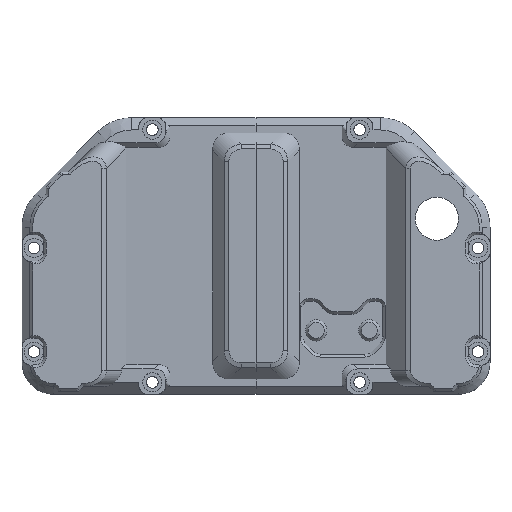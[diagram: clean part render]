
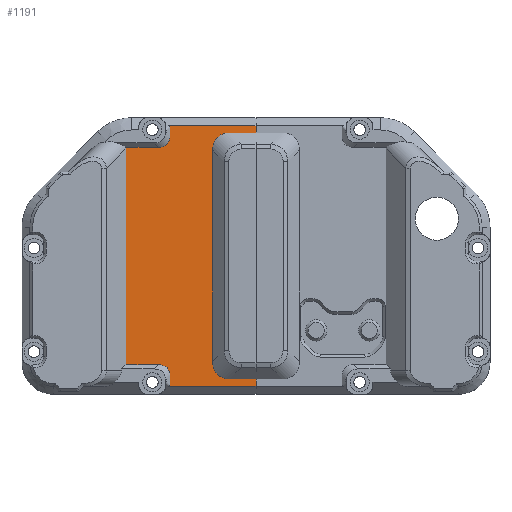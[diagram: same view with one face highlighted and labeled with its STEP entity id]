
A CAD part, top view. The second image highlights one B-rep face of the part: STEP entity #1191.
In plain terms, the highlighted planar face has unit normal (0, 0, 1).
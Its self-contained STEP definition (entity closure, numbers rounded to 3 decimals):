
#74=CARTESIAN_POINT('',(-49.,-41.9,32.));
#75=VERTEX_POINT('',#74);
#82=CARTESIAN_POINT('',(-49.,39.272,32.));
#83=VERTEX_POINT('',#82);
#84=CARTESIAN_POINT('',(-49.,39.272,32.));
#85=DIRECTION('',(0.,-1.,0.));
#86=VECTOR('',#85,81.172);
#87=LINE('',#84,#86);
#88=EDGE_CURVE('',#83,#75,#87,.T.);
#120=CARTESIAN_POINT('',(-32.966,-50.,32.));
#121=VERTEX_POINT('',#120);
#122=CARTESIAN_POINT('',(0.,-50.,32.));
#123=VERTEX_POINT('',#122);
#124=CARTESIAN_POINT('',(-32.966,-50.,32.));
#125=DIRECTION('',(1.,0.,-0.));
#126=VECTOR('',#125,32.966);
#127=LINE('',#124,#126);
#128=EDGE_CURVE('',#121,#123,#127,.T.);
#194=CARTESIAN_POINT('',(-49.033,39.9,32.));
#195=VERTEX_POINT('',#194);
#196=CARTESIAN_POINT('',(-57.485,35.029,32.));
#197=DIRECTION('',(-0.,0.,-1.));
#198=DIRECTION('',(0.707,0.707,0.));
#199=AXIS2_PLACEMENT_3D('',#196,#197,#198);
#200=ELLIPSE('',#199,10.392,6.);
#201=EDGE_CURVE('',#195,#83,#200,.T.);
#288=CARTESIAN_POINT('',(-32.966,48.,32.));
#289=VERTEX_POINT('',#288);
#296=CARTESIAN_POINT('',(0.,48.,32.));
#297=VERTEX_POINT('',#296);
#298=CARTESIAN_POINT('',(0.,48.,32.));
#299=DIRECTION('',(-1.,0.,0.));
#300=VECTOR('',#299,32.966);
#301=LINE('',#298,#300);
#302=EDGE_CURVE('',#297,#289,#301,.T.);
#1060=CARTESIAN_POINT('',(0.,1.,32.));
#1061=DIRECTION('',(0.,0.,1.));
#1062=DIRECTION('',(-1.,0.,0.));
#1063=AXIS2_PLACEMENT_3D('',#1060,#1061,#1062);
#1064=PLANE('',#1063);
#1065=CARTESIAN_POINT('',(-36.643,-41.9,32.));
#1066=VERTEX_POINT('',#1065);
#1067=CARTESIAN_POINT('',(-49.,-41.9,32.));
#1068=DIRECTION('',(1.,0.,-0.));
#1069=VECTOR('',#1068,12.357);
#1070=LINE('',#1067,#1069);
#1071=EDGE_CURVE('',#75,#1066,#1070,.T.);
#1072=ORIENTED_EDGE('',*,*,#1071,.T.);
#1073=CARTESIAN_POINT('',(-32.4,-46.143,32.));
#1074=VERTEX_POINT('',#1073);
#1075=CARTESIAN_POINT('',(-40.885,-50.385,32.));
#1076=DIRECTION('',(-0.,0.,-1.));
#1077=DIRECTION('',(0.707,0.707,0.));
#1078=AXIS2_PLACEMENT_3D('',#1075,#1076,#1077);
#1079=ELLIPSE('',#1078,10.392,6.);
#1080=EDGE_CURVE('',#1066,#1074,#1079,.T.);
#1081=ORIENTED_EDGE('',*,*,#1080,.T.);
#1082=CARTESIAN_POINT('',(-32.4,-49.434,32.));
#1083=VERTEX_POINT('',#1082);
#1084=CARTESIAN_POINT('',(-32.4,-46.143,32.));
#1085=DIRECTION('',(0.,-1.,0.));
#1086=VECTOR('',#1085,3.292);
#1087=LINE('',#1084,#1086);
#1088=EDGE_CURVE('',#1074,#1083,#1087,.T.);
#1089=ORIENTED_EDGE('',*,*,#1088,.T.);
#1090=CARTESIAN_POINT('',(-33.531,-48.869,32.));
#1091=DIRECTION('',(-0.,-0.,-1.));
#1092=DIRECTION('',(0.707,-0.707,0.));
#1093=AXIS2_PLACEMENT_3D('',#1090,#1091,#1092);
#1094=ELLIPSE('',#1093,1.386,0.8);
#1095=EDGE_CURVE('',#1083,#121,#1094,.T.);
#1096=ORIENTED_EDGE('',*,*,#1095,.T.);
#1097=ORIENTED_EDGE('',*,*,#128,.T.);
#1098=CARTESIAN_POINT('',(0.,-47.243,32.));
#1099=VERTEX_POINT('',#1098);
#1100=CARTESIAN_POINT('',(0.,-47.243,32.));
#1101=DIRECTION('',(0.,-1.,0.));
#1102=VECTOR('',#1101,2.757);
#1103=LINE('',#1100,#1102);
#1104=EDGE_CURVE('',#1099,#123,#1103,.T.);
#1105=ORIENTED_EDGE('',*,*,#1104,.F.);
#1106=CARTESIAN_POINT('',(-9.879,-47.243,32.));
#1107=VERTEX_POINT('',#1106);
#1108=CARTESIAN_POINT('',(0.,-47.243,32.));
#1109=DIRECTION('',(-1.,-0.,0.));
#1110=VECTOR('',#1109,9.879);
#1111=LINE('',#1108,#1110);
#1112=EDGE_CURVE('',#1099,#1107,#1111,.T.);
#1113=ORIENTED_EDGE('',*,*,#1112,.T.);
#1114=CARTESIAN_POINT('',(-16.243,-40.879,32.));
#1115=VERTEX_POINT('',#1114);
#1116=CARTESIAN_POINT('',(-3.515,-34.515,32.));
#1117=DIRECTION('',(-0.,0.,-1.));
#1118=DIRECTION('',(0.707,0.707,0.));
#1119=AXIS2_PLACEMENT_3D('',#1116,#1117,#1118);
#1120=ELLIPSE('',#1119,15.588,9.);
#1121=EDGE_CURVE('',#1107,#1115,#1120,.T.);
#1122=ORIENTED_EDGE('',*,*,#1121,.T.);
#1123=CARTESIAN_POINT('',(-16.243,38.879,32.));
#1124=VERTEX_POINT('',#1123);
#1125=CARTESIAN_POINT('',(-16.243,-40.879,32.));
#1126=DIRECTION('',(-0.,1.,-0.));
#1127=VECTOR('',#1126,79.757);
#1128=LINE('',#1125,#1127);
#1129=EDGE_CURVE('',#1115,#1124,#1128,.T.);
#1130=ORIENTED_EDGE('',*,*,#1129,.T.);
#1131=CARTESIAN_POINT('',(-9.879,45.243,32.));
#1132=VERTEX_POINT('',#1131);
#1133=CARTESIAN_POINT('',(-3.515,32.515,32.));
#1134=DIRECTION('',(-0.,-0.,-1.));
#1135=DIRECTION('',(0.707,-0.707,0.));
#1136=AXIS2_PLACEMENT_3D('',#1133,#1134,#1135);
#1137=ELLIPSE('',#1136,15.588,9.);
#1138=EDGE_CURVE('',#1124,#1132,#1137,.T.);
#1139=ORIENTED_EDGE('',*,*,#1138,.T.);
#1140=CARTESIAN_POINT('',(0.,45.243,32.));
#1141=VERTEX_POINT('',#1140);
#1142=CARTESIAN_POINT('',(-9.879,45.243,32.));
#1143=DIRECTION('',(1.,-0.,-0.));
#1144=VECTOR('',#1143,9.879);
#1145=LINE('',#1142,#1144);
#1146=EDGE_CURVE('',#1132,#1141,#1145,.T.);
#1147=ORIENTED_EDGE('',*,*,#1146,.T.);
#1148=CARTESIAN_POINT('',(0.,45.243,32.));
#1149=DIRECTION('',(-0.,1.,-0.));
#1150=VECTOR('',#1149,2.757);
#1151=LINE('',#1148,#1150);
#1152=EDGE_CURVE('',#1141,#297,#1151,.T.);
#1153=ORIENTED_EDGE('',*,*,#1152,.T.);
#1154=ORIENTED_EDGE('',*,*,#302,.T.);
#1155=CARTESIAN_POINT('',(-32.4,47.434,32.));
#1156=VERTEX_POINT('',#1155);
#1157=CARTESIAN_POINT('',(-33.531,46.869,32.));
#1158=DIRECTION('',(-0.,-0.,-1.));
#1159=DIRECTION('',(-0.707,-0.707,0.));
#1160=AXIS2_PLACEMENT_3D('',#1157,#1158,#1159);
#1161=ELLIPSE('',#1160,1.386,0.8);
#1162=EDGE_CURVE('',#289,#1156,#1161,.T.);
#1163=ORIENTED_EDGE('',*,*,#1162,.T.);
#1164=CARTESIAN_POINT('',(-32.4,44.143,32.));
#1165=VERTEX_POINT('',#1164);
#1166=CARTESIAN_POINT('',(-32.4,47.434,32.));
#1167=DIRECTION('',(0.,-1.,0.));
#1168=VECTOR('',#1167,3.292);
#1169=LINE('',#1166,#1168);
#1170=EDGE_CURVE('',#1156,#1165,#1169,.T.);
#1171=ORIENTED_EDGE('',*,*,#1170,.T.);
#1172=CARTESIAN_POINT('',(-36.643,39.9,32.));
#1173=VERTEX_POINT('',#1172);
#1174=CARTESIAN_POINT('',(-40.885,48.385,32.));
#1175=DIRECTION('',(-0.,-0.,-1.));
#1176=DIRECTION('',(0.707,-0.707,0.));
#1177=AXIS2_PLACEMENT_3D('',#1174,#1175,#1176);
#1178=ELLIPSE('',#1177,10.392,6.);
#1179=EDGE_CURVE('',#1165,#1173,#1178,.T.);
#1180=ORIENTED_EDGE('',*,*,#1179,.T.);
#1181=CARTESIAN_POINT('',(-36.643,39.9,32.));
#1182=DIRECTION('',(-1.,0.,0.));
#1183=VECTOR('',#1182,12.39);
#1184=LINE('',#1181,#1183);
#1185=EDGE_CURVE('',#1173,#195,#1184,.T.);
#1186=ORIENTED_EDGE('',*,*,#1185,.T.);
#1187=ORIENTED_EDGE('',*,*,#201,.T.);
#1188=ORIENTED_EDGE('',*,*,#88,.T.);
#1189=EDGE_LOOP('',(#1072,#1081,#1089,#1096,#1097,#1105,#1113,#1122,#1130,#1139,#1147,#1153,#1154,#1163,#1171,#1180,#1186,#1187,#1188));
#1190=FACE_BOUND('',#1189,.T.);
#1191=ADVANCED_FACE('',(#1190),#1064,.T.);
